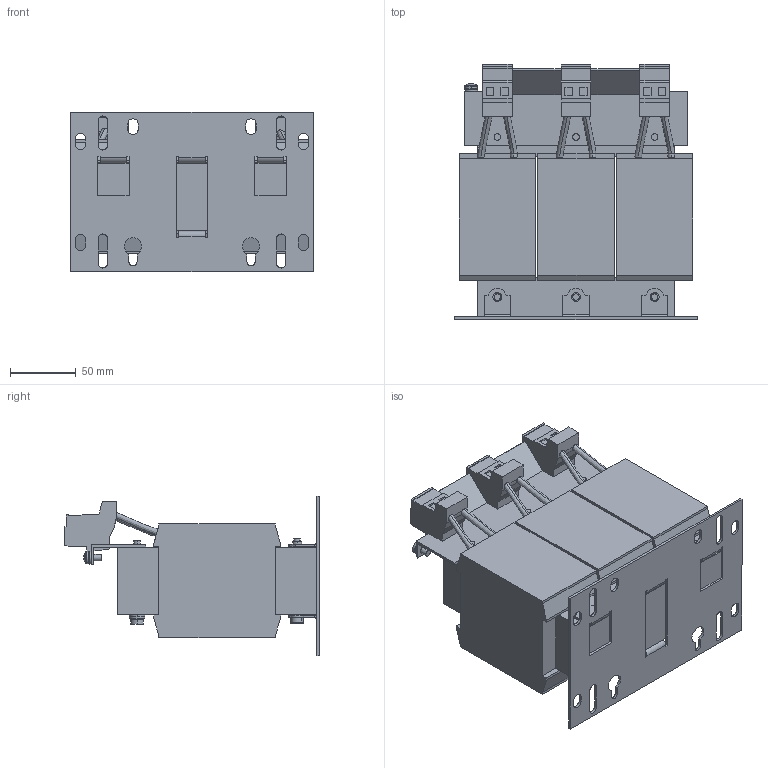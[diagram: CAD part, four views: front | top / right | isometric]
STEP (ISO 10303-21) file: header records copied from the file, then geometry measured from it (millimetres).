
FILE_DESCRIPTION (( 'STEP AP214' ), '1' );
FILE_NAME ('972240.STEP', '2024-11-18T10:55:08', ( '' ), ( '' ), 'SwSTEP 2.0', 'SolidWorks 2022', '' );
FILE_SCHEMA (( 'AUTOMOTIVE_DESIGN' ));
Length unit declared in the file: millimetre
Products named in the file (1): 972240
Bounding box: 185 x 194.3 x 122 mm (x, y, z)
Volume: 1983614.7 mm3; surface area: 215963.8 mm2
Topology: 1 solids, 2 shells, 758 faces, 2024 edges, 1312 vertices
Faces by surface type: plane 519, cylinder 164, bspline 62, cone 6, torus 5, sphere 2
Entity records: 40264 total; most frequent: CARTESIAN_POINT 21495, ORIENTED_EDGE 4044, DIRECTION 3572, EDGE_CURVE 2022, LINE 1490, VECTOR 1490, VERTEX_POINT 1312, AXIS2_PLACEMENT_3D 1041
